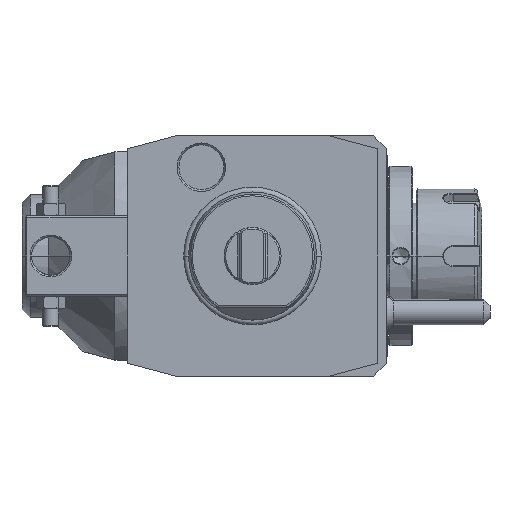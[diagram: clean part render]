
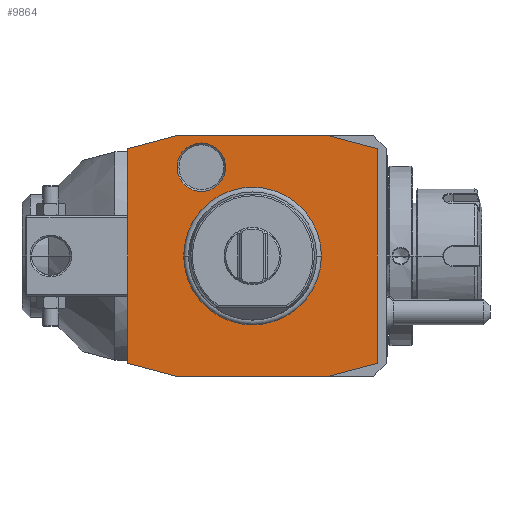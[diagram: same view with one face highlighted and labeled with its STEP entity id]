
A CAD part, front view. The second image highlights one B-rep face of the part: STEP entity #9864.
In plain terms, the highlighted planar face has unit normal (0, -1, 0).
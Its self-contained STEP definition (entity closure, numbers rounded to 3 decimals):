
#1=DIRECTION('',(0.966,0.,-0.259));
#2=VECTOR('',#1,15.529);
#3=CARTESIAN_POINT('',(-39.,0.,-33.481));
#4=LINE('',#3,#2);
#5=DIRECTION('',(0.,0.,-1.));
#6=VECTOR('',#5,66.962);
#7=CARTESIAN_POINT('',(-39.,0.,33.481));
#8=LINE('',#7,#6);
#9=DIRECTION('',(-0.966,0.,-0.259));
#10=VECTOR('',#9,15.529);
#11=CARTESIAN_POINT('',(-24.,0.,37.5));
#12=LINE('',#11,#10);
#13=DIRECTION('',(-1.,0.,0.));
#14=VECTOR('',#13,48.);
#15=CARTESIAN_POINT('',(24.,0.,37.5));
#16=LINE('',#15,#14);
#17=DIRECTION('',(-0.966,0.,0.259));
#18=VECTOR('',#17,15.529);
#19=CARTESIAN_POINT('',(39.,0.,33.481));
#20=LINE('',#19,#18);
#21=DIRECTION('',(0.,0.,1.));
#22=VECTOR('',#21,66.962);
#23=CARTESIAN_POINT('',(39.,0.,-33.481));
#24=LINE('',#23,#22);
#25=DIRECTION('',(0.966,0.,0.259));
#26=VECTOR('',#25,15.529);
#27=CARTESIAN_POINT('',(24.,0.,-37.5));
#28=LINE('',#27,#26);
#29=DIRECTION('',(1.,0.,0.));
#30=VECTOR('',#29,48.);
#31=CARTESIAN_POINT('',(-24.,0.,-37.5));
#32=LINE('',#31,#30);
#33=CARTESIAN_POINT('',(-16.,0.,27.713));
#34=DIRECTION('',(0.,1.,0.));
#35=DIRECTION('',(-1.,0.,0.));
#36=AXIS2_PLACEMENT_3D('',#33,#34,#35);
#38=CARTESIAN_POINT('',(-16.,0.,27.713));
#39=DIRECTION('',(0.,1.,0.));
#40=DIRECTION('',(1.,0.,0.));
#41=AXIS2_PLACEMENT_3D('',#38,#39,#40);
#7322=CARTESIAN_POINT('',(0.,0.,0.));
#7323=DIRECTION('',(0.,-1.,0.));
#7324=DIRECTION('',(1.,0.,0.));
#7325=AXIS2_PLACEMENT_3D('',#7322,#7323,#7324);
#7327=CARTESIAN_POINT('',(0.,0.,0.));
#7328=DIRECTION('',(0.,-1.,0.));
#7329=DIRECTION('',(-1.,0.,0.));
#7330=AXIS2_PLACEMENT_3D('',#7327,#7328,#7329);
#8877=CARTESIAN_POINT('',(-23.577,0.,
27.713));
#8878=CARTESIAN_POINT('',(-8.423,0.,
27.713));
#8879=VERTEX_POINT('',#8877);
#8880=VERTEX_POINT('',#8878);
#9646=CARTESIAN_POINT('',(-39.,0.,-33.481));
#9647=CARTESIAN_POINT('',(-24.,0.,-37.5));
#9648=VERTEX_POINT('',#9646);
#9649=VERTEX_POINT('',#9647);
#9650=CARTESIAN_POINT('',(24.,0.,-37.5));
#9651=VERTEX_POINT('',#9650);
#9652=CARTESIAN_POINT('',(39.,0.,-33.481));
#9653=VERTEX_POINT('',#9652);
#9654=CARTESIAN_POINT('',(39.,0.,33.481));
#9655=VERTEX_POINT('',#9654);
#9656=CARTESIAN_POINT('',(24.,0.,37.5));
#9657=VERTEX_POINT('',#9656);
#9658=CARTESIAN_POINT('',(-24.,0.,37.5));
#9659=VERTEX_POINT('',#9658);
#9660=CARTESIAN_POINT('',(-39.,0.,33.481));
#9661=VERTEX_POINT('',#9660);
#9697=CARTESIAN_POINT('',(21.137,0.,0.));
#9698=CARTESIAN_POINT('',(-21.137,0.,0.));
#9699=VERTEX_POINT('',#9697);
#9700=VERTEX_POINT('',#9698);
#9829=CARTESIAN_POINT('',(0.,0.,0.));
#9830=DIRECTION('',(0.,-1.,0.));
#9831=DIRECTION('',(-1.,0.,0.));
#9832=AXIS2_PLACEMENT_3D('',#9829,#9830,#9831);
#9833=PLANE('',#9832);
#9835=ORIENTED_EDGE('',*,*,#9834,.F.);
#9837=ORIENTED_EDGE('',*,*,#9836,.F.);
#9839=ORIENTED_EDGE('',*,*,#9838,.F.);
#9841=ORIENTED_EDGE('',*,*,#9840,.F.);
#9843=ORIENTED_EDGE('',*,*,#9842,.F.);
#9845=ORIENTED_EDGE('',*,*,#9844,.F.);
#9847=ORIENTED_EDGE('',*,*,#9846,.F.);
#9849=ORIENTED_EDGE('',*,*,#9848,.F.);
#9850=EDGE_LOOP('',(#9835,#9837,#9839,#9841,#9843,#9845,#9847,#9849));
#9851=FACE_OUTER_BOUND('',#9850,.F.);
#9853=ORIENTED_EDGE('',*,*,#9852,.T.);
#9855=ORIENTED_EDGE('',*,*,#9854,.T.);
#9856=EDGE_LOOP('',(#9853,#9855));
#9857=FACE_BOUND('',#9856,.F.);
#9859=ORIENTED_EDGE('',*,*,#9858,.F.);
#9861=ORIENTED_EDGE('',*,*,#9860,.F.);
#9862=EDGE_LOOP('',(#9859,#9861));
#9863=FACE_BOUND('',#9862,.F.);
#37=CIRCLE('',#36,7.577);
#42=CIRCLE('',#41,7.577);
#7326=CIRCLE('',#7325,21.137);
#7331=CIRCLE('',#7330,21.137);
#9834=EDGE_CURVE('',#9648,#9649,#4,.T.);
#9836=EDGE_CURVE('',#9661,#9648,#8,.T.);
#9838=EDGE_CURVE('',#9659,#9661,#12,.T.);
#9840=EDGE_CURVE('',#9657,#9659,#16,.T.);
#9842=EDGE_CURVE('',#9655,#9657,#20,.T.);
#9844=EDGE_CURVE('',#9653,#9655,#24,.T.);
#9846=EDGE_CURVE('',#9651,#9653,#28,.T.);
#9848=EDGE_CURVE('',#9649,#9651,#32,.T.);
#9852=EDGE_CURVE('',#9699,#9700,#7326,.T.);
#9854=EDGE_CURVE('',#9700,#9699,#7331,.T.);
#9858=EDGE_CURVE('',#8879,#8880,#37,.T.);
#9860=EDGE_CURVE('',#8880,#8879,#42,.T.);
#9864=ADVANCED_FACE('',(#9851,#9857,#9863),#9833,.T.);
